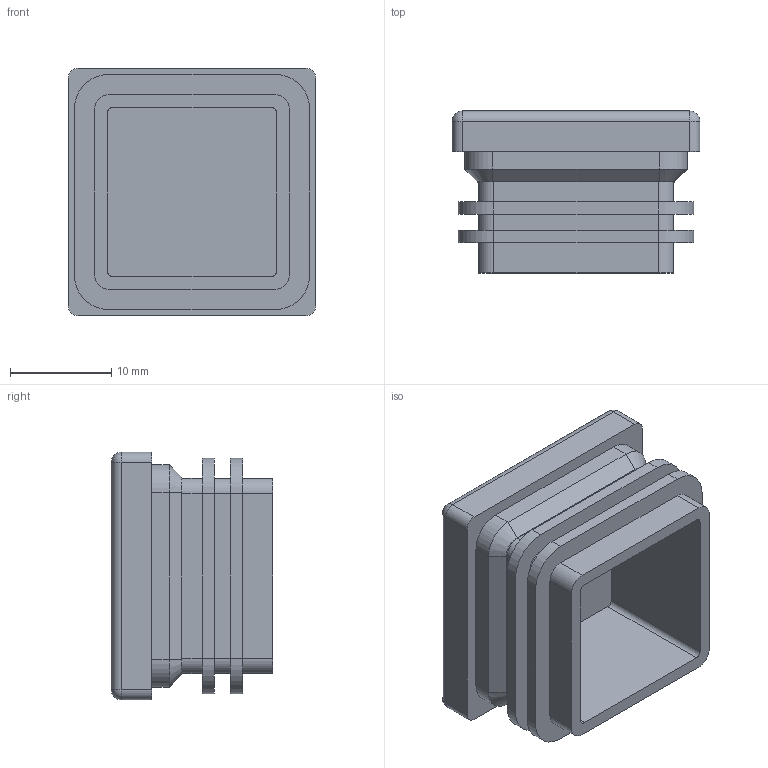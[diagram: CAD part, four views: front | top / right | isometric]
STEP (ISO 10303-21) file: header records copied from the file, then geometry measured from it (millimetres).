
FILE_DESCRIPTION (( 'STEP AP214' ), '1' );
FILE_NAME ('50104-Square Plug Grey Ribbed 25.4mm.STEP', '2018-12-19T22:31:42', ( '' ), ( '' ), 'SwSTEP 2.0', 'SolidWorks 2018', '' );
FILE_SCHEMA (( 'AUTOMOTIVE_DESIGN' ));
Length unit declared in the file: millimetre
Products named in the file (1): 50104-Square Plug Grey Ribbed 25.4mm
Bounding box: 24.5 x 16 x 24.5 mm (x, y, z)
Volume: 4011 mm3; surface area: 3931.7 mm2
Topology: 1 solids, 1 shells, 343 faces, 908 edges, 596 vertices
Faces by surface type: plane 204, bspline 95, cylinder 36, cone 4, sphere 4
Entity records: 15910 total; most frequent: CARTESIAN_POINT 7971, ORIENTED_EDGE 1808, DIRECTION 1288, EDGE_CURVE 904, VECTOR 638, LINE 638, VERTEX_POINT 596, EDGE_LOOP 376
